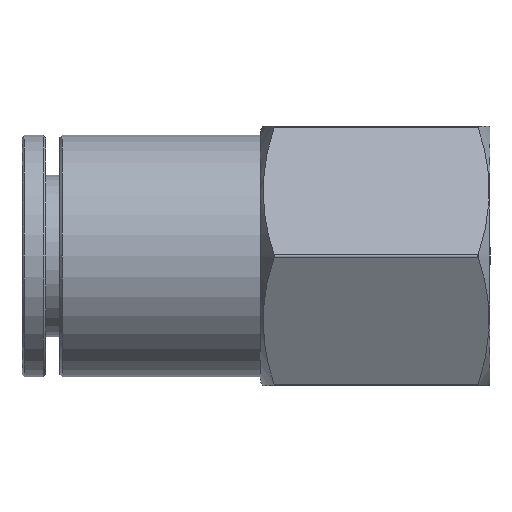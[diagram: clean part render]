
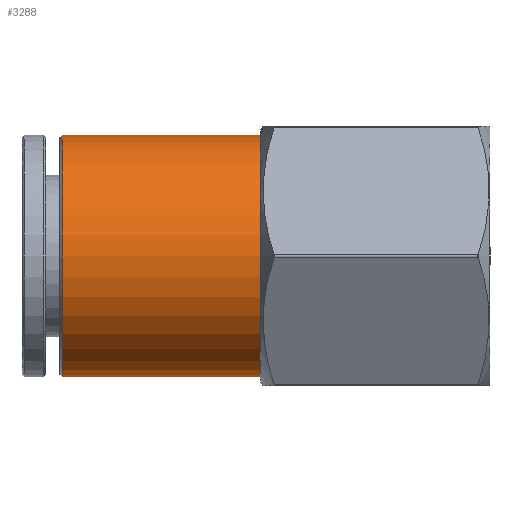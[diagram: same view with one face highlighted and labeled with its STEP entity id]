
A CAD part, left-side view. The second image highlights one B-rep face of the part: STEP entity #3288.
In plain terms, the highlighted cylindrical face has radius 10.25 mm (diameter 20.5 mm), a partial arc.
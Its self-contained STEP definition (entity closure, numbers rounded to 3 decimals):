
#616 = VERTEX_POINT ( 'NONE', #1640 ) ;
#1201 = CARTESIAN_POINT ( 'NONE',  ( 0., 0., 0. ) ) ;
#1640 = CARTESIAN_POINT ( 'NONE',  ( 0., -2.5, 10.25 ) ) ;
#1688 = ORIENTED_EDGE ( 'NONE', *, *, #15518, .T. ) ;
#1750 = LINE ( 'NONE', #11619, #12863 ) ;
#1838 = VERTEX_POINT ( 'NONE', #3796 ) ;
#2338 = EDGE_CURVE ( 'NONE', #3856, #616, #3162, .T. ) ;
#2619 = VECTOR ( 'NONE', #7307, 1000. ) ;
#3162 = CIRCLE ( 'NONE', #7491, 10.25 ) ;
#3172 = AXIS2_PLACEMENT_3D ( 'NONE', #15664, #7311, #17039 ) ;
#3288 = ADVANCED_FACE ( 'NONE', ( #10511 ), #13804, .T. ) ;
#3796 = CARTESIAN_POINT ( 'NONE',  ( 0., 14.3, 10.25 ) ) ;
#3856 = VERTEX_POINT ( 'NONE', #10054 ) ;
#4609 = CARTESIAN_POINT ( 'NONE',  ( 0., 14.3, -10.25 ) ) ;
#5575 = CARTESIAN_POINT ( 'NONE',  ( 0., 14.3, 0. ) ) ;
#5596 = CIRCLE ( 'NONE', #12372, 10.25 ) ;
#6061 = EDGE_CURVE ( 'NONE', #7481, #6921, #13568, .T. ) ;
#6861 = AXIS2_PLACEMENT_3D ( 'NONE', #1201, #18045, #17880 ) ;
#6921 = VERTEX_POINT ( 'NONE', #4609 ) ;
#6964 = DIRECTION ( 'NONE',  ( 0., 0., -1. ) ) ;
#7307 = DIRECTION ( 'NONE',  ( 0., -1., 0. ) ) ;
#7311 = DIRECTION ( 'NONE',  ( 0., -1., 0. ) ) ;
#7481 = VERTEX_POINT ( 'NONE', #10044 ) ;
#7491 = AXIS2_PLACEMENT_3D ( 'NONE', #14354, #14417, #14536 ) ;
#7789 = ORIENTED_EDGE ( 'NONE', *, *, #15424, .F. ) ;
#10008 = LINE ( 'NONE', #12775, #2619 ) ;
#10044 = CARTESIAN_POINT ( 'NONE',  ( -10.25, 14.3, 0. ) ) ;
#10054 = CARTESIAN_POINT ( 'NONE',  ( 0., -2.5, -10.25 ) ) ;
#10511 = FACE_OUTER_BOUND ( 'NONE', #15427, .T. ) ;
#11619 = CARTESIAN_POINT ( 'NONE',  ( 0., 0., -10.25 ) ) ;
#12372 = AXIS2_PLACEMENT_3D ( 'NONE', #5575, #15309, #6964 ) ;
#12443 = ORIENTED_EDGE ( 'NONE', *, *, #2338, .T. ) ;
#12703 = EDGE_CURVE ( 'NONE', #1838, #7481, #5596, .T. ) ;
#12775 = CARTESIAN_POINT ( 'NONE',  ( 0., 0., 10.25 ) ) ;
#12863 = VECTOR ( 'NONE', #13023, 1000. ) ;
#13023 = DIRECTION ( 'NONE',  ( 0., -1., 0. ) ) ;
#13568 = CIRCLE ( 'NONE', #3172, 10.25 ) ;
#13804 = CYLINDRICAL_SURFACE ( 'NONE', #6861, 10.25 ) ;
#14354 = CARTESIAN_POINT ( 'NONE',  ( 0., -2.5, 0. ) ) ;
#14417 = DIRECTION ( 'NONE',  ( 0., 1., 0. ) ) ;
#14536 = DIRECTION ( 'NONE',  ( 0., 0., -1. ) ) ;
#15309 = DIRECTION ( 'NONE',  ( 0., -1., 0. ) ) ;
#15424 = EDGE_CURVE ( 'NONE', #1838, #616, #10008, .T. ) ;
#15427 = EDGE_LOOP ( 'NONE', ( #7789, #16767, #17152, #1688, #12443 ) ) ;
#15518 = EDGE_CURVE ( 'NONE', #6921, #3856, #1750, .T. ) ;
#15664 = CARTESIAN_POINT ( 'NONE',  ( 0., 14.3, 0. ) ) ;
#16767 = ORIENTED_EDGE ( 'NONE', *, *, #12703, .T. ) ;
#17039 = DIRECTION ( 'NONE',  ( 0., 0., -1. ) ) ;
#17152 = ORIENTED_EDGE ( 'NONE', *, *, #6061, .T. ) ;
#17880 = DIRECTION ( 'NONE',  ( 0., 0., -1. ) ) ;
#18045 = DIRECTION ( 'NONE',  ( 0., -1., 0. ) ) ;
